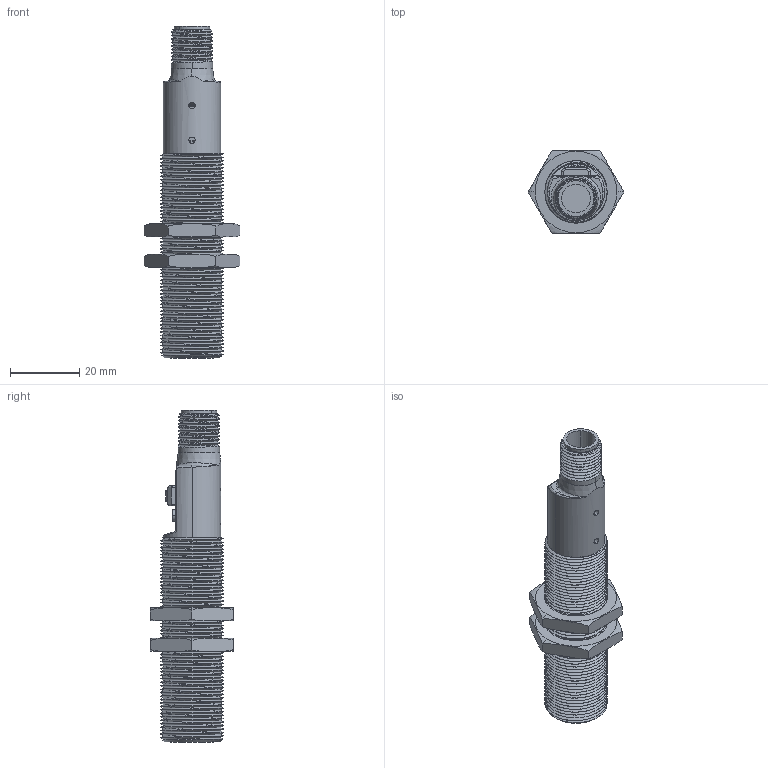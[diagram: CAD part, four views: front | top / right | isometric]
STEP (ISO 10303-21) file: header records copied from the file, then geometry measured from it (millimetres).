
FILE_DESCRIPTION((''),'2;1');
FILE_NAME('159658_ASM','2016-03-03T',('pdmadmin'),(''),'PRO/ENGINEER BY PARAMETRIC TECHNOLOGY CORPORATION, 2013230','PRO/ENGINEER BY PARAMETRIC TECHNOLOGY CORPORATION, 2013230','');
FILE_SCHEMA(('CONFIG_CONTROL_DESIGN'));
Products named in the file (14): 65018_AF0; 41089_AF0; 120771; 120631; 119948; 63308; 121352_FINAL; 118653_AF0; 67463_AF0; 65020; 65019; 115456_ASM; 49246; 159658_ASM
Assembly tree (14 placements, depth 3):
  159658_ASM
    65018_AF0
    41089_AF0
    120771
    120631
    119948
    63308
    121352_FINAL
    118653_AF0
    67463_AF0
    115456_ASM
      65020
      65019
    49246  x2
Bounding box: 27.71 x 24 x 96 mm (x, y, z)
Volume: 9730.7 mm3; surface area: 20247.6 mm2
Topology: 13 solids, 15 shells, 706 faces, 1748 edges, 1093 vertices
Faces by surface type: cylinder 319, plane 220, bspline 80, torus 48, cone 33, sphere 6
Entity records: 40421 total; most frequent: CARTESIAN_POINT 24592, ORIENTED_EDGE 3372, DIRECTION 3014, EDGE_CURVE 1688, AXIS2_PLACEMENT_3D 1110, VERTEX_POINT 1065, VECTOR 794, LINE 794
